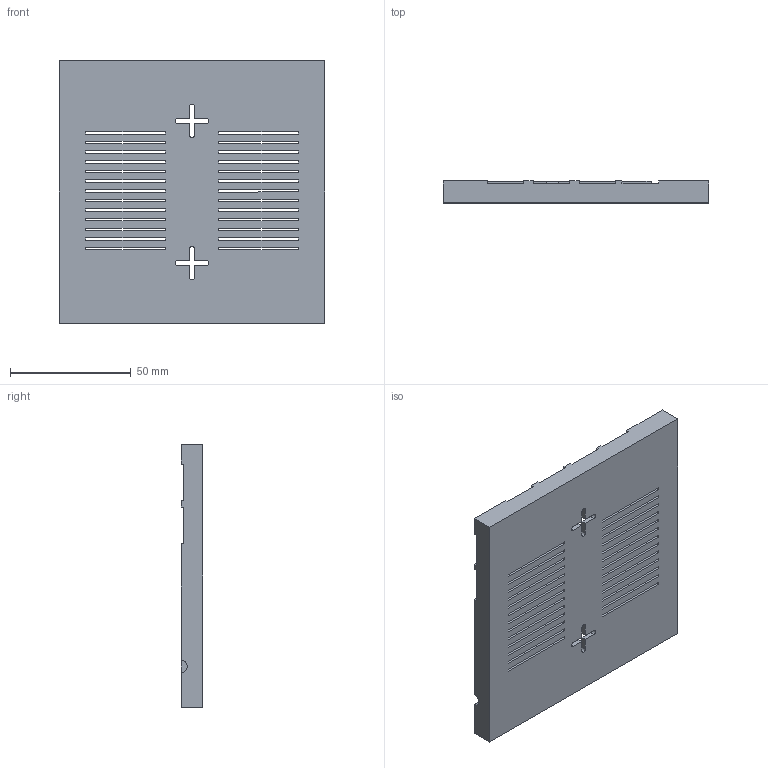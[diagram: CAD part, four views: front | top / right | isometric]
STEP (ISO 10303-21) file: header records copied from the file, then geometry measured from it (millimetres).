
FILE_DESCRIPTION (( 'STEP AP214' ), '1' );
FILE_NAME ('BASECARCASAH2O.STEP', '2020-11-21T17:49:27', ( '' ), ( '' ), 'SwSTEP 2.0', 'SolidWorks 2019', '' );
FILE_SCHEMA (( 'AUTOMOTIVE_DESIGN' ));
Length unit declared in the file: millimetre
Products named in the file (1): BASECARCASAH2O
Bounding box: 110.14 x 9 x 108.87 mm (x, y, z)
Volume: 32068.3 mm3; surface area: 32896.7 mm2
Topology: 1 solids, 1 shells, 326 faces, 940 edges, 620 vertices
Faces by surface type: plane 204, cylinder 107, bspline 15
Entity records: 17954 total; most frequent: CARTESIAN_POINT 9916, ORIENTED_EDGE 1880, DIRECTION 1369, EDGE_CURVE 940, LINE 673, VECTOR 673, VERTEX_POINT 620, EDGE_LOOP 386
